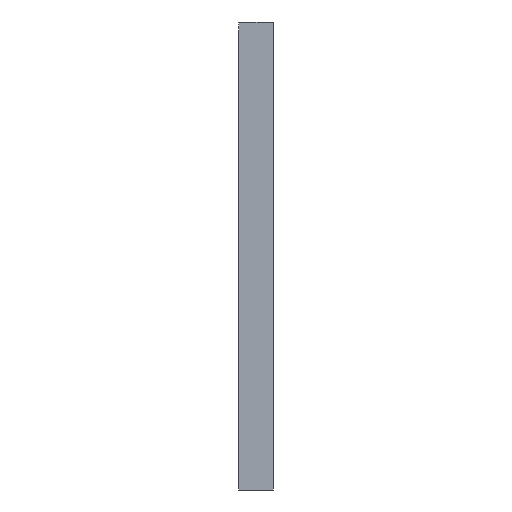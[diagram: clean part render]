
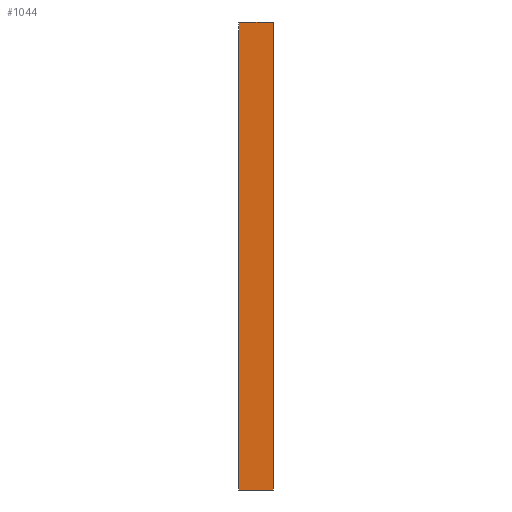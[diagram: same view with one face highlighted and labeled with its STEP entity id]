
A CAD part, left-side view. The second image highlights one B-rep face of the part: STEP entity #1044.
In plain terms, the highlighted planar face has unit normal (-1, 0, 0).
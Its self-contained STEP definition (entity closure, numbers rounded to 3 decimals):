
#18=LINE('',#1806,#30);
#23=LINE('',#1816,#35);
#24=LINE('',#1819,#36);
#25=LINE('',#1820,#37);
#30=VECTOR('',#1533,10.);
#35=VECTOR('',#1542,10.);
#36=VECTOR('',#1545,10.);
#37=VECTOR('',#1546,10.);
#60=PLANE('',#1213);
#291=FACE_OUTER_BOUND('',#450,.T.);
#450=EDGE_LOOP('',(#935,#936,#937,#938));
#660=VERTEX_POINT('',#1799);
#663=VERTEX_POINT('',#1804);
#666=VERTEX_POINT('',#1814);
#667=VERTEX_POINT('',#1818);
#761=EDGE_CURVE('',#663,#660,#18,.T.);
#766=EDGE_CURVE('',#666,#663,#23,.T.);
#767=EDGE_CURVE('',#667,#666,#24,.T.);
#768=EDGE_CURVE('',#660,#667,#25,.T.);
#935=ORIENTED_EDGE('',*,*,#766,.F.);
#936=ORIENTED_EDGE('',*,*,#767,.F.);
#937=ORIENTED_EDGE('',*,*,#768,.F.);
#938=ORIENTED_EDGE('',*,*,#761,.F.);
#1044=ADVANCED_FACE('',(#291),#60,.T.);
#1213=AXIS2_PLACEMENT_3D('',#1817,#1543,#1544);
#1533=DIRECTION('',(0.,1.,0.));
#1542=DIRECTION('',(0.,0.,-1.));
#1543=DIRECTION('center_axis',(-1.,0.,0.));
#1544=DIRECTION('ref_axis',(0.,-1.,0.));
#1545=DIRECTION('',(0.,-1.,0.));
#1546=DIRECTION('',(0.,0.,1.));
#1799=CARTESIAN_POINT('',(-200.,8.,-110.));
#1804=CARTESIAN_POINT('',(-200.,-8.,-110.));
#1806=CARTESIAN_POINT('',(-200.,-8.,-110.));
#1814=CARTESIAN_POINT('',(-200.,-8.,110.));
#1816=CARTESIAN_POINT('',(-200.,-8.,0.));
#1817=CARTESIAN_POINT('Origin',(-200.,8.,0.));
#1818=CARTESIAN_POINT('',(-200.,8.,110.));
#1819=CARTESIAN_POINT('',(-200.,-8.,110.));
#1820=CARTESIAN_POINT('',(-200.,8.,0.));
